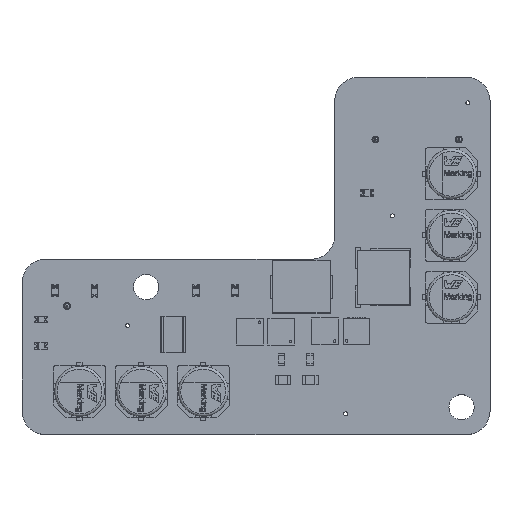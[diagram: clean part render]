
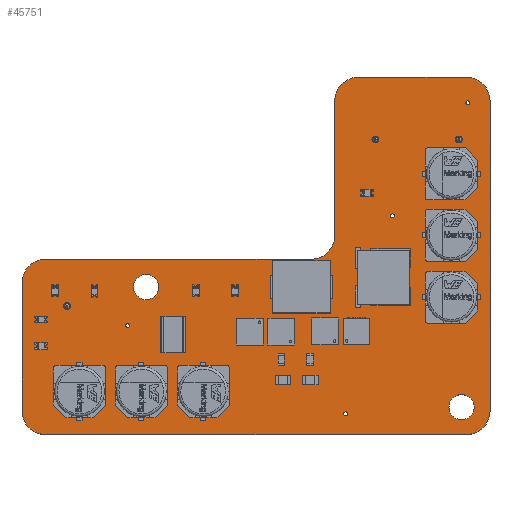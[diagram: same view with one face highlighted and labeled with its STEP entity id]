
A CAD part, top view. The second image highlights one B-rep face of the part: STEP entity #45751.
In plain terms, the highlighted planar face has unit normal (0, 0, 1).
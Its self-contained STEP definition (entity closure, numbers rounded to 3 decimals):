
#45458 = VERTEX_POINT('',#45459);
#45459 = CARTESIAN_POINT('',(26.69,22.675,1.51));
#45465 = EDGE_CURVE('',#45458,#45466,#45468,.T.);
#45466 = VERTEX_POINT('',#45467);
#45467 = CARTESIAN_POINT('',(29.69,19.675,1.51));
#45468 = CIRCLE('',#45469,3.);
#45469 = AXIS2_PLACEMENT_3D('',#45470,#45471,#45472);
#45470 = CARTESIAN_POINT('',(26.69,19.675,1.51));
#45471 = DIRECTION('',(0.,0.,-1.));
#45472 = DIRECTION('',(0.,1.,0.));
#45500 = VERTEX_POINT('',#45501);
#45501 = CARTESIAN_POINT('',(12.99,22.675,1.51));
#45507 = EDGE_CURVE('',#45500,#45458,#45508,.T.);
#45508 = LINE('',#45509,#45510);
#45509 = CARTESIAN_POINT('',(12.99,22.675,1.51));
#45510 = VECTOR('',#45511,1.);
#45511 = DIRECTION('',(1.,0.,0.));
#45529 = EDGE_CURVE('',#45466,#45530,#45532,.T.);
#45530 = VERTEX_POINT('',#45531);
#45531 = CARTESIAN_POINT('',(29.69,-19.675,1.51));
#45532 = LINE('',#45533,#45534);
#45533 = CARTESIAN_POINT('',(29.69,19.675,1.51));
#45534 = VECTOR('',#45535,1.);
#45535 = DIRECTION('',(0.,-1.,0.));
#45751 = ADVANCED_FACE('',(#45752,#45832,#45843,#45854,#45865,#45876,
    #45887,#45898,#45909,#45920,#45931),#45942,.T.);
#45752 = FACE_BOUND('',#45753,.T.);
#45753 = EDGE_LOOP('',(#45754,#45755,#45756,#45765,#45773,#45782,#45790,
    #45799,#45807,#45816,#45824,#45831));
#45754 = ORIENTED_EDGE('',*,*,#45465,.F.);
#45755 = ORIENTED_EDGE('',*,*,#45507,.F.);
#45756 = ORIENTED_EDGE('',*,*,#45757,.F.);
#45757 = EDGE_CURVE('',#45758,#45500,#45760,.T.);
#45758 = VERTEX_POINT('',#45759);
#45759 = CARTESIAN_POINT('',(9.99,19.675,1.51));
#45760 = CIRCLE('',#45761,3.);
#45761 = AXIS2_PLACEMENT_3D('',#45762,#45763,#45764);
#45762 = CARTESIAN_POINT('',(12.99,19.675,1.51));
#45763 = DIRECTION('',(0.,0.,-1.));
#45764 = DIRECTION('',(-1.,0.,0.));
#45765 = ORIENTED_EDGE('',*,*,#45766,.F.);
#45766 = EDGE_CURVE('',#45767,#45758,#45769,.T.);
#45767 = VERTEX_POINT('',#45768);
#45768 = CARTESIAN_POINT('',(9.99,2.595,1.51));
#45769 = LINE('',#45770,#45771);
#45770 = CARTESIAN_POINT('',(9.99,2.595,1.51));
#45771 = VECTOR('',#45772,1.);
#45772 = DIRECTION('',(0.,1.,0.));
#45773 = ORIENTED_EDGE('',*,*,#45774,.F.);
#45774 = EDGE_CURVE('',#45775,#45767,#45777,.T.);
#45775 = VERTEX_POINT('',#45776);
#45776 = CARTESIAN_POINT('',(6.99,-0.405,1.51));
#45777 = CIRCLE('',#45778,3.);
#45778 = AXIS2_PLACEMENT_3D('',#45779,#45780,#45781);
#45779 = CARTESIAN_POINT('',(6.99,2.595,1.51));
#45780 = DIRECTION('',(0.,0.,1.));
#45781 = DIRECTION('',(0.,-1.,0.));
#45782 = ORIENTED_EDGE('',*,*,#45783,.F.);
#45783 = EDGE_CURVE('',#45784,#45775,#45786,.T.);
#45784 = VERTEX_POINT('',#45785);
#45785 = CARTESIAN_POINT('',(-26.69,-0.405,1.51));
#45786 = LINE('',#45787,#45788);
#45787 = CARTESIAN_POINT('',(-26.69,-0.405,1.51));
#45788 = VECTOR('',#45789,1.);
#45789 = DIRECTION('',(1.,0.,0.));
#45790 = ORIENTED_EDGE('',*,*,#45791,.F.);
#45791 = EDGE_CURVE('',#45792,#45784,#45794,.T.);
#45792 = VERTEX_POINT('',#45793);
#45793 = CARTESIAN_POINT('',(-29.69,-3.405,1.51));
#45794 = CIRCLE('',#45795,3.);
#45795 = AXIS2_PLACEMENT_3D('',#45796,#45797,#45798);
#45796 = CARTESIAN_POINT('',(-26.69,-3.405,1.51));
#45797 = DIRECTION('',(0.,0.,-1.));
#45798 = DIRECTION('',(-1.,0.,0.));
#45799 = ORIENTED_EDGE('',*,*,#45800,.F.);
#45800 = EDGE_CURVE('',#45801,#45792,#45803,.T.);
#45801 = VERTEX_POINT('',#45802);
#45802 = CARTESIAN_POINT('',(-29.69,-19.675,1.51));
#45803 = LINE('',#45804,#45805);
#45804 = CARTESIAN_POINT('',(-29.69,-19.675,1.51));
#45805 = VECTOR('',#45806,1.);
#45806 = DIRECTION('',(0.,1.,0.));
#45807 = ORIENTED_EDGE('',*,*,#45808,.F.);
#45808 = EDGE_CURVE('',#45809,#45801,#45811,.T.);
#45809 = VERTEX_POINT('',#45810);
#45810 = CARTESIAN_POINT('',(-26.69,-22.675,1.51));
#45811 = CIRCLE('',#45812,3.);
#45812 = AXIS2_PLACEMENT_3D('',#45813,#45814,#45815);
#45813 = CARTESIAN_POINT('',(-26.69,-19.675,1.51));
#45814 = DIRECTION('',(0.,0.,-1.));
#45815 = DIRECTION('',(0.,-1.,-0.));
#45816 = ORIENTED_EDGE('',*,*,#45817,.F.);
#45817 = EDGE_CURVE('',#45818,#45809,#45820,.T.);
#45818 = VERTEX_POINT('',#45819);
#45819 = CARTESIAN_POINT('',(26.69,-22.675,1.51));
#45820 = LINE('',#45821,#45822);
#45821 = CARTESIAN_POINT('',(26.69,-22.675,1.51));
#45822 = VECTOR('',#45823,1.);
#45823 = DIRECTION('',(-1.,0.,0.));
#45824 = ORIENTED_EDGE('',*,*,#45825,.F.);
#45825 = EDGE_CURVE('',#45530,#45818,#45826,.T.);
#45826 = CIRCLE('',#45827,3.);
#45827 = AXIS2_PLACEMENT_3D('',#45828,#45829,#45830);
#45828 = CARTESIAN_POINT('',(26.69,-19.675,1.51));
#45829 = DIRECTION('',(0.,0.,-1.));
#45830 = DIRECTION('',(1.,0.,0.));
#45831 = ORIENTED_EDGE('',*,*,#45529,.F.);
#45832 = FACE_BOUND('',#45833,.T.);
#45833 = EDGE_LOOP('',(#45834));
#45834 = ORIENTED_EDGE('',*,*,#45835,.T.);
#45835 = EDGE_CURVE('',#45836,#45836,#45838,.T.);
#45836 = VERTEX_POINT('',#45837);
#45837 = CARTESIAN_POINT('',(-23.968,-17.38,1.51));
#45838 = CIRCLE('',#45839,0.425);
#45839 = AXIS2_PLACEMENT_3D('',#45840,#45841,#45842);
#45840 = CARTESIAN_POINT('',(-23.968,-16.955,1.51));
#45841 = DIRECTION('',(-0.,0.,-1.));
#45842 = DIRECTION('',(-0.,-1.,0.));
#45843 = FACE_BOUND('',#45844,.T.);
#45844 = EDGE_LOOP('',(#45845));
#45845 = ORIENTED_EDGE('',*,*,#45846,.T.);
#45846 = EDGE_CURVE('',#45847,#45847,#45849,.T.);
#45847 = VERTEX_POINT('',#45848);
#45848 = CARTESIAN_POINT('',(-23.968,-6.78,1.51));
#45849 = CIRCLE('',#45850,0.425);
#45850 = AXIS2_PLACEMENT_3D('',#45851,#45852,#45853);
#45851 = CARTESIAN_POINT('',(-23.968,-6.355,1.51));
#45852 = DIRECTION('',(-0.,0.,-1.));
#45853 = DIRECTION('',(-0.,-1.,0.));
#45854 = FACE_BOUND('',#45855,.T.);
#45855 = EDGE_LOOP('',(#45856));
#45856 = ORIENTED_EDGE('',*,*,#45857,.T.);
#45857 = EDGE_CURVE('',#45858,#45858,#45860,.T.);
#45858 = VERTEX_POINT('',#45859);
#45859 = CARTESIAN_POINT('',(-16.29,-9.095,1.51));
#45860 = CIRCLE('',#45861,0.25);
#45861 = AXIS2_PLACEMENT_3D('',#45862,#45863,#45864);
#45862 = CARTESIAN_POINT('',(-16.29,-8.845,1.51));
#45863 = DIRECTION('',(-0.,0.,-1.));
#45864 = DIRECTION('',(-0.,-1.,0.));
#45865 = FACE_BOUND('',#45866,.T.);
#45866 = EDGE_LOOP('',(#45867));
#45867 = ORIENTED_EDGE('',*,*,#45868,.T.);
#45868 = EDGE_CURVE('',#45869,#45869,#45871,.T.);
#45869 = VERTEX_POINT('',#45870);
#45870 = CARTESIAN_POINT('',(-13.94,-5.545,1.51));
#45871 = CIRCLE('',#45872,1.6);
#45872 = AXIS2_PLACEMENT_3D('',#45873,#45874,#45875);
#45873 = CARTESIAN_POINT('',(-13.94,-3.945,1.51));
#45874 = DIRECTION('',(-0.,0.,-1.));
#45875 = DIRECTION('',(-0.,-1.,0.));
#45876 = FACE_BOUND('',#45877,.T.);
#45877 = EDGE_LOOP('',(#45878));
#45878 = ORIENTED_EDGE('',*,*,#45879,.T.);
#45879 = EDGE_CURVE('',#45880,#45880,#45882,.T.);
#45880 = VERTEX_POINT('',#45881);
#45881 = CARTESIAN_POINT('',(11.38,-20.275,1.51));
#45882 = CIRCLE('',#45883,0.25);
#45883 = AXIS2_PLACEMENT_3D('',#45884,#45885,#45886);
#45884 = CARTESIAN_POINT('',(11.38,-20.025,1.51));
#45885 = DIRECTION('',(-0.,0.,-1.));
#45886 = DIRECTION('',(-0.,-1.,0.));
#45887 = FACE_BOUND('',#45888,.T.);
#45888 = EDGE_LOOP('',(#45889));
#45889 = ORIENTED_EDGE('',*,*,#45890,.T.);
#45890 = EDGE_CURVE('',#45891,#45891,#45893,.T.);
#45891 = VERTEX_POINT('',#45892);
#45892 = CARTESIAN_POINT('',(26.08,-20.775,1.51));
#45893 = CIRCLE('',#45894,1.6);
#45894 = AXIS2_PLACEMENT_3D('',#45895,#45896,#45897);
#45895 = CARTESIAN_POINT('',(26.08,-19.175,1.51));
#45896 = DIRECTION('',(-0.,0.,-1.));
#45897 = DIRECTION('',(-0.,-1.,0.));
#45898 = FACE_BOUND('',#45899,.T.);
#45899 = EDGE_LOOP('',(#45900));
#45900 = ORIENTED_EDGE('',*,*,#45901,.T.);
#45901 = EDGE_CURVE('',#45902,#45902,#45904,.T.);
#45902 = VERTEX_POINT('',#45903);
#45903 = CARTESIAN_POINT('',(17.31,4.835,1.51));
#45904 = CIRCLE('',#45905,0.25);
#45905 = AXIS2_PLACEMENT_3D('',#45906,#45907,#45908);
#45906 = CARTESIAN_POINT('',(17.31,5.085,1.51));
#45907 = DIRECTION('',(-0.,0.,-1.));
#45908 = DIRECTION('',(-0.,-1.,0.));
#45909 = FACE_BOUND('',#45910,.T.);
#45910 = EDGE_LOOP('',(#45911));
#45911 = ORIENTED_EDGE('',*,*,#45912,.T.);
#45912 = EDGE_CURVE('',#45913,#45913,#45915,.T.);
#45913 = VERTEX_POINT('',#45914);
#45914 = CARTESIAN_POINT('',(15.14,14.35,1.51));
#45915 = CIRCLE('',#45916,0.425);
#45916 = AXIS2_PLACEMENT_3D('',#45917,#45918,#45919);
#45917 = CARTESIAN_POINT('',(15.14,14.775,1.51));
#45918 = DIRECTION('',(-0.,0.,-1.));
#45919 = DIRECTION('',(-0.,-1.,0.));
#45920 = FACE_BOUND('',#45921,.T.);
#45921 = EDGE_LOOP('',(#45922));
#45922 = ORIENTED_EDGE('',*,*,#45923,.T.);
#45923 = EDGE_CURVE('',#45924,#45924,#45926,.T.);
#45924 = VERTEX_POINT('',#45925);
#45925 = CARTESIAN_POINT('',(25.74,14.35,1.51));
#45926 = CIRCLE('',#45927,0.425);
#45927 = AXIS2_PLACEMENT_3D('',#45928,#45929,#45930);
#45928 = CARTESIAN_POINT('',(25.74,14.775,1.51));
#45929 = DIRECTION('',(-0.,0.,-1.));
#45930 = DIRECTION('',(0.,-1.,0.));
#45931 = FACE_BOUND('',#45932,.T.);
#45932 = EDGE_LOOP('',(#45933));
#45933 = ORIENTED_EDGE('',*,*,#45934,.T.);
#45934 = EDGE_CURVE('',#45935,#45935,#45937,.T.);
#45935 = VERTEX_POINT('',#45936);
#45936 = CARTESIAN_POINT('',(26.88,19.185,1.51));
#45937 = CIRCLE('',#45938,0.25);
#45938 = AXIS2_PLACEMENT_3D('',#45939,#45940,#45941);
#45939 = CARTESIAN_POINT('',(26.88,19.435,1.51));
#45940 = DIRECTION('',(-0.,0.,-1.));
#45941 = DIRECTION('',(-0.,-1.,0.));
#45942 = PLANE('',#45943);
#45943 = AXIS2_PLACEMENT_3D('',#45944,#45945,#45946);
#45944 = CARTESIAN_POINT('',(0.,0.,1.51));
#45945 = DIRECTION('',(0.,0.,1.));
#45946 = DIRECTION('',(1.,0.,-0.));
